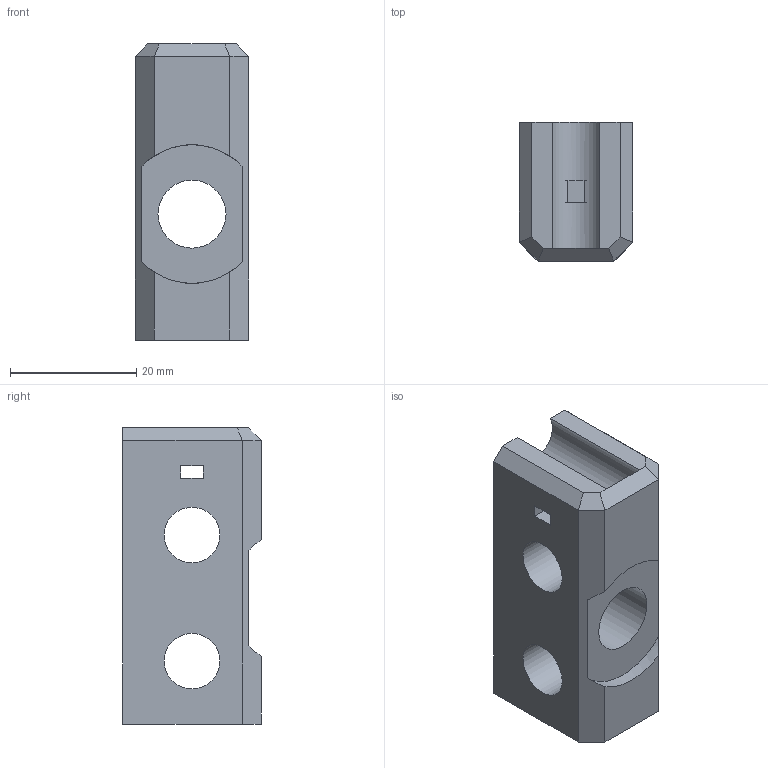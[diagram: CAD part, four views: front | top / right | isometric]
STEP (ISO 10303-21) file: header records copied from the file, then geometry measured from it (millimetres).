
FILE_DESCRIPTION(('FreeCAD Model'),'2;1');
FILE_NAME( 'y-corner.stp', '2014-10-17T08:24:20',('FreeCAD'),('FreeCAD'), 'Open CASCADE STEP processor 6.7','FreeCAD','Unknown');
FILE_SCHEMA(('AUTOMOTIVE_DESIGN_CC2 { 1 2 10303 214 -1 1 5 4 }'));
Length unit declared in the file: millimetre
Products named in the file (1): y-corner-final
Bounding box: 18 x 22 x 47 mm (x, y, z)
Volume: 12482.6 mm3; surface area: 5938.5 mm2
Topology: 1 solids, 1 shells, 29 faces, 78 edges, 50 vertices
Faces by surface type: plane 22, cylinder 7
Full cylindrical faces by diameter (mm): 8.8 x2, 10.8 x1
Entity records: 1990 total; most frequent: CARTESIAN_POINT 420, DIRECTION 281, LINE 170, VECTOR 170, ORIENTED_EDGE 156, PCURVE 156, DEFINITIONAL_REPRESENTATION 156, EDGE_CURVE 78
